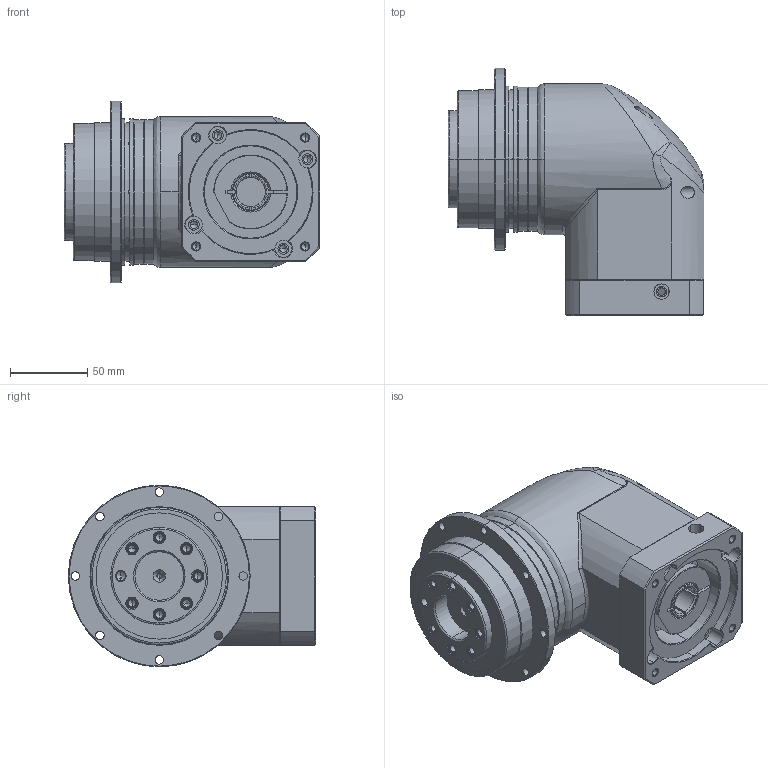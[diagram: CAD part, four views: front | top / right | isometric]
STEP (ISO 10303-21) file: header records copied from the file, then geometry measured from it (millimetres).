
FILE_DESCRIPTION (( 'STEP AP214' ), '1' );
FILE_NAME ('SDL090-L1-19-80-100M6.STEP', '2022-02-25T09:28:43', ( 'admin' ), ( '' ), 'SwSTEP 2.0', 'SolidWorks 2013', '' );
FILE_SCHEMA (( 'AUTOMOTIVE_DESIGN' ));
Length unit declared in the file: millimetre
Products named in the file (5): SDL090-L1-19-80-100M6; SD090_X2_8F9351FA7AEF_X0_; SBL090_X2_6CD55170_X0_-80-100M6; SBL090_X2_8F9351658F7495017D2773AF_X0_-19; SDL090-19
Assembly tree (4 placements, depth 2):
  SDL090-L1-19-80-100M6
    SDL090-19
    SBL090_X2_8F9351658F7495017D2773AF_X0_-19
    SBL090_X2_6CD55170_X0_-80-100M6
    SD090_X2_8F9351FA7AEF_X0_
Bounding box: 166.1 x 160.5 x 118 mm (x, y, z)
Volume: 1363482.1 mm3; surface area: 166222.9 mm2
Topology: 4 solids, 7 shells, 477 faces, 1189 edges, 718 vertices
Faces by surface type: cylinder 211, cone 140, plane 101, bspline 23, torus 2
Entity records: 22242 total; most frequent: CARTESIAN_POINT 5565, DIRECTION 2450, ORIENTED_EDGE 2270, EDGE_CURVE 1135, AXIS2_PLACEMENT_3D 995, VERTEX_POINT 718, EDGE_LOOP 571, CIRCLE 534
